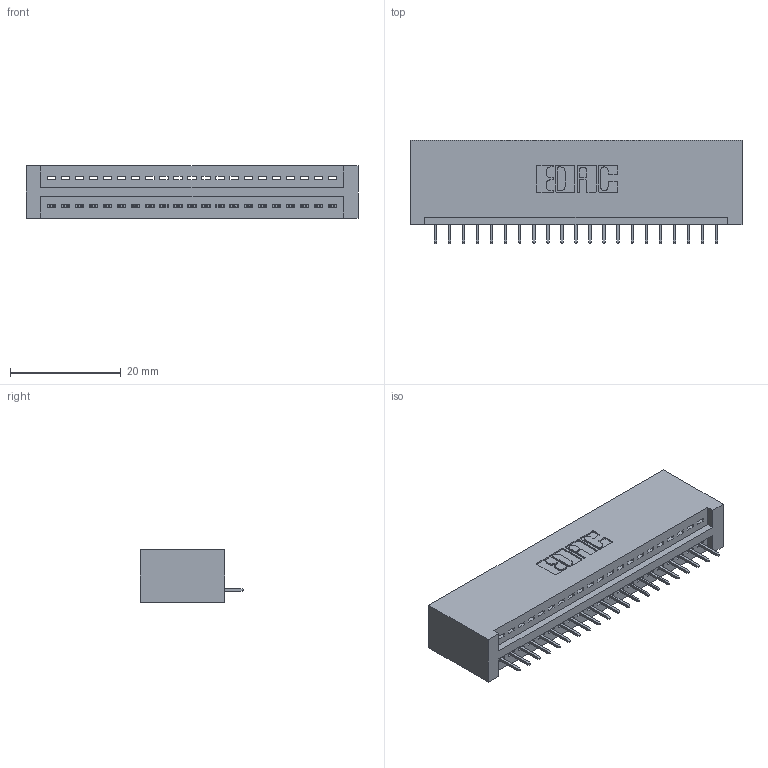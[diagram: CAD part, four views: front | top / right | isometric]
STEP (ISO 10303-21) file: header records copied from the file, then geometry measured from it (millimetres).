
FILE_DESCRIPTION (( 'STEP AP203' ), '1' );
FILE_NAME ('845-021-525-101.STEP', '2020-09-22T20:20:54', ( '' ), ( '' ), 'SwSTEP 2.0', 'SolidWorks 2020', '' );
FILE_SCHEMA (( 'CONFIG_CONTROL_DESIGN' ));
Length unit declared in the file: inch
Products named in the file (3): 845-021-525-101; 845 Part_No Mounting Lugs; 345-292-001_345-293-125
Assembly tree (22 placements, depth 2):
  845-021-525-101
    845 Part_No Mounting Lugs
    345-292-001_345-293-125  x21
Bounding box: 59.94 x 18.72 x 9.4 mm (x, y, z)
Volume: 6020.1 mm3; surface area: 7619 mm2
Topology: 22 solids, 22 shells, 1420 faces, 4097 edges, 2646 vertices
Faces by surface type: plane 1042, cylinder 378
Entity records: 18429 total; most frequent: CARTESIAN_POINT 3199, ORIENTED_EDGE 3154, DIRECTION 2819, EDGE_CURVE 1577, VECTOR 1373, LINE 1373, VERTEX_POINT 1046, AXIS2_PLACEMENT_3D 723
